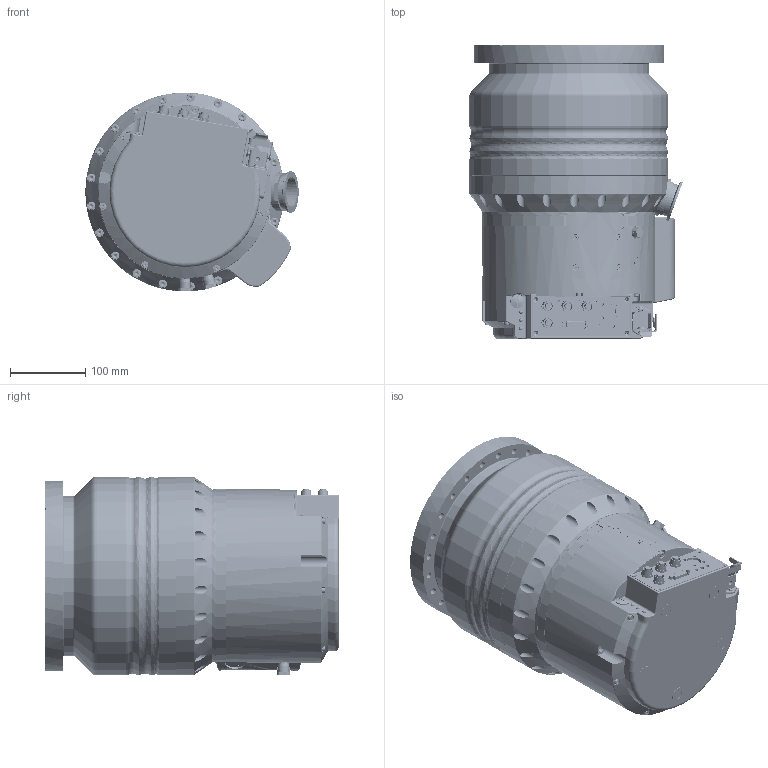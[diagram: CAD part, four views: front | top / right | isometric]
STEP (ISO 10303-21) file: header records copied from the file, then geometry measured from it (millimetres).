
FILE_DESCRIPTION((''),'2;1');
FILE_NAME('PM902115A.stp','2009-06-25T13:34:40',('JUNG'),(''),'Autodesk Inventor 2009','Autodesk Inventor 2009','');
FILE_SCHEMA(('AUTOMOTIVE_DESIGN { 1 0 10303 214 1 1 1 1 }'));
Length unit declared in the file: millimetre
Products named in the file (1): PM902115A
Bounding box: 283.27 x 390.8 x 264 mm (x, y, z)
Volume: 16334192.1 mm3; surface area: 814199.3 mm2
Topology: 95 solids, 96 shells, 3501 faces, 8740 edges, 5714 vertices
Faces by surface type: plane 1654, cylinder 922, bspline 550, cone 232, torus 129, sphere 14
Full cylindrical faces by diameter (mm): 0.4 x3, 0.5 x3, 0.507 x2, 0.8 x3, 0.95 x1, 1.05 x1, 1.5 x1, 2.4 x1, 2.5 x4, 2.7 x2, 2.874 x2, 3 x6, 3.2 x2, 3.242 x2, 3.5 x3, 3.8 x1, 3.838 x3, 4 x17, 4.3 x7, 4.5 x20, 4.8 x5, 4.9 x3, 4.917 x20, 5 x5, 6 x32, 6.4 x20, 6.6 x17, 7 x16, 7.5 x3, 7.53 x4
Entity records: 166219 total; most frequent: CARTESIAN_POINT 86864, ORIENTED_EDGE 15114, DIRECTION 14301, EDGE_CURVE 7557, AXIS2_PLACEMENT_3D 5332, VERTEX_POINT 5294, EDGE_LOOP 4854, VECTOR 3637
